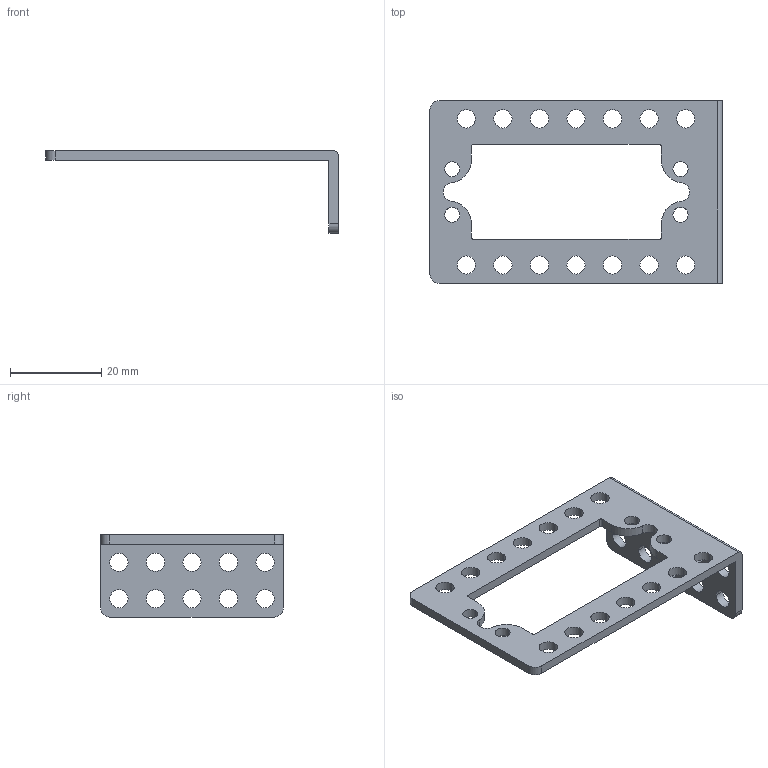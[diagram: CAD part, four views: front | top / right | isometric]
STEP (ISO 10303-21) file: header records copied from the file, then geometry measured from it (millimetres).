
FILE_DESCRIPTION (( 'STEP AP214' ), '1' );
FILE_NAME ('MG 955 servo bracket嗆儂盓殤.step', '2016-10-28T07:04:02', ( 'dell' ), ( '' ), 'SwSTEP 2.0', 'SolidWorks 2013', '' );
FILE_SCHEMA (( 'AUTOMOTIVE_DESIGN' ));
Length unit declared in the file: millimetre
Products named in the file (1): MG 955 servo bracket嗆儂盓殤
Bounding box: 64 x 40 x 18 mm (x, y, z)
Volume: 3849.2 mm3; surface area: 5273.3 mm2
Topology: 1 solids, 1 shells, 86 faces, 252 edges, 168 vertices
Faces by surface type: cylinder 72, plane 14
Entity records: 3178 total; most frequent: DIRECTION 570, CARTESIAN_POINT 507, ORIENTED_EDGE 504, EDGE_CURVE 252, AXIS2_PLACEMENT_3D 231, VERTEX_POINT 168, CIRCLE 144, EDGE_LOOP 144
